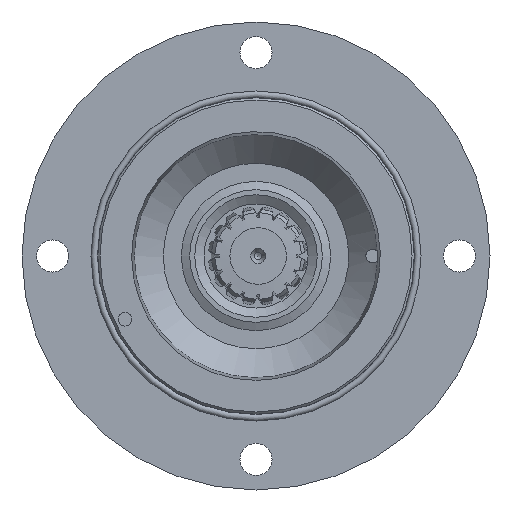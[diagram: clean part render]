
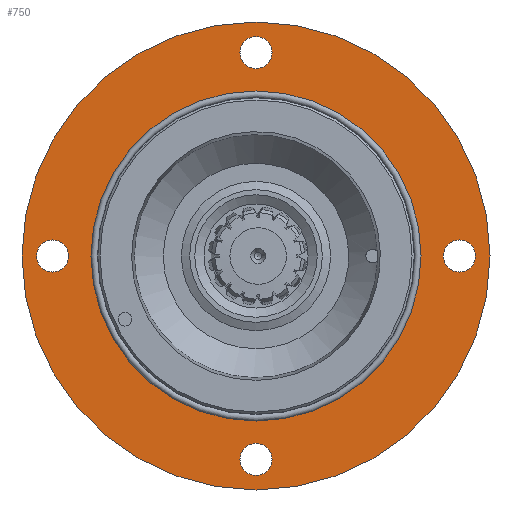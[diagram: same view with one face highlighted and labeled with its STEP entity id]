
A CAD part, left-side view. The second image highlights one B-rep face of the part: STEP entity #750.
In plain terms, the highlighted planar face has unit normal (-1, 0, 0).
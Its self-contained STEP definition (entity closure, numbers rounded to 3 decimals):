
#750 = ADVANCED_FACE( '', ( #1940, #1941, #1942, #1943, #1944, #1945 ), #1946, .T. );
#1940 = FACE_BOUND( '', #3759, .T. );
#1941 = FACE_BOUND( '', #3760, .T. );
#1942 = FACE_BOUND( '', #3761, .T. );
#1943 = FACE_BOUND( '', #3762, .T. );
#1944 = FACE_BOUND( '', #3763, .T. );
#1945 = FACE_OUTER_BOUND( '', #3764, .T. );
#1946 = PLANE( '', #3765 );
#3759 = EDGE_LOOP( '', ( #5778 ) );
#3760 = EDGE_LOOP( '', ( #5779 ) );
#3761 = EDGE_LOOP( '', ( #5780 ) );
#3762 = EDGE_LOOP( '', ( #5781 ) );
#3763 = EDGE_LOOP( '', ( #5782 ) );
#3764 = EDGE_LOOP( '', ( #5783 ) );
#3765 = AXIS2_PLACEMENT_3D( '', #5784, #5785, #5786 );
#5778 = ORIENTED_EDGE( '', *, *, #10250, .T. );
#5779 = ORIENTED_EDGE( '', *, *, #10251, .T. );
#5780 = ORIENTED_EDGE( '', *, *, #10252, .T. );
#5781 = ORIENTED_EDGE( '', *, *, #10253, .T. );
#5782 = ORIENTED_EDGE( '', *, *, #10254, .T. );
#5783 = ORIENTED_EDGE( '', *, *, #10255, .F. );
#5784 = CARTESIAN_POINT( '', ( 8., 103.5, 0. ) );
#5785 = DIRECTION( '', ( -1., 0., 0. ) );
#5786 = DIRECTION( '', ( 0., 0., 1. ) );
#10250 = EDGE_CURVE( '', #12203, #12203, #12204, .T. );
#10251 = EDGE_CURVE( '', #12205, #12205, #12206, .F. );
#10252 = EDGE_CURVE( '', #12207, #12207, #12208, .T. );
#10253 = EDGE_CURVE( '', #12209, #12209, #12210, .T. );
#10254 = EDGE_CURVE( '', #12211, #12211, #12212, .T. );
#10255 = EDGE_CURVE( '', #12213, #12213, #12214, .T. );
#12203 = VERTEX_POINT( '', #15037 );
#12204 = CIRCLE( '', #15038, 72.275 );
#12205 = VERTEX_POINT( '', #15039 );
#12206 = CIRCLE( '', #15040, 7.1 );
#12207 = VERTEX_POINT( '', #15041 );
#12208 = CIRCLE( '', #15042, 7.1 );
#12209 = VERTEX_POINT( '', #15043 );
#12210 = CIRCLE( '', #15044, 7.1 );
#12211 = VERTEX_POINT( '', #15045 );
#12212 = CIRCLE( '', #15046, 7.1 );
#12213 = VERTEX_POINT( '', #15047 );
#12214 = CIRCLE( '', #15048, 103.5 );
#15037 = CARTESIAN_POINT( '', ( 8., 0., -72.275 ) );
#15038 = AXIS2_PLACEMENT_3D( '', #19161, #19162, #19163 );
#15039 = CARTESIAN_POINT( '', ( 8., 90., 7.1 ) );
#15040 = AXIS2_PLACEMENT_3D( '', #19164, #19165, #19166 );
#15041 = CARTESIAN_POINT( '', ( 8., 0., 82.9 ) );
#15042 = AXIS2_PLACEMENT_3D( '', #19167, #19168, #19169 );
#15043 = CARTESIAN_POINT( '', ( 8., -90., -7.1 ) );
#15044 = AXIS2_PLACEMENT_3D( '', #19170, #19171, #19172 );
#15045 = CARTESIAN_POINT( '', ( 8., 0., -97.1 ) );
#15046 = AXIS2_PLACEMENT_3D( '', #19173, #19174, #19175 );
#15047 = CARTESIAN_POINT( '', ( 8., 0., -103.5 ) );
#15048 = AXIS2_PLACEMENT_3D( '', #19176, #19177, #19178 );
#19161 = CARTESIAN_POINT( '', ( 8., 0., 0. ) );
#19162 = DIRECTION( '', ( 1., 0., 0. ) );
#19163 = DIRECTION( '', ( 0., 0., -1. ) );
#19164 = CARTESIAN_POINT( '', ( 8., 90., 0. ) );
#19165 = DIRECTION( '', ( -1., 0., 0. ) );
#19166 = DIRECTION( '', ( 0., 0., 1. ) );
#19167 = CARTESIAN_POINT( '', ( 8., 0., 90. ) );
#19168 = DIRECTION( '', ( 1., 0., 0. ) );
#19169 = DIRECTION( '', ( 0., 0., -1. ) );
#19170 = CARTESIAN_POINT( '', ( 8., -90., 0. ) );
#19171 = DIRECTION( '', ( 1., 0., 0. ) );
#19172 = DIRECTION( '', ( 0., 0., -1. ) );
#19173 = CARTESIAN_POINT( '', ( 8., 0., -90. ) );
#19174 = DIRECTION( '', ( 1., 0., 0. ) );
#19175 = DIRECTION( '', ( 0., 0., -1. ) );
#19176 = CARTESIAN_POINT( '', ( 8., 0., 0. ) );
#19177 = DIRECTION( '', ( 1., 0., 0. ) );
#19178 = DIRECTION( '', ( 0., 0., -1. ) );
